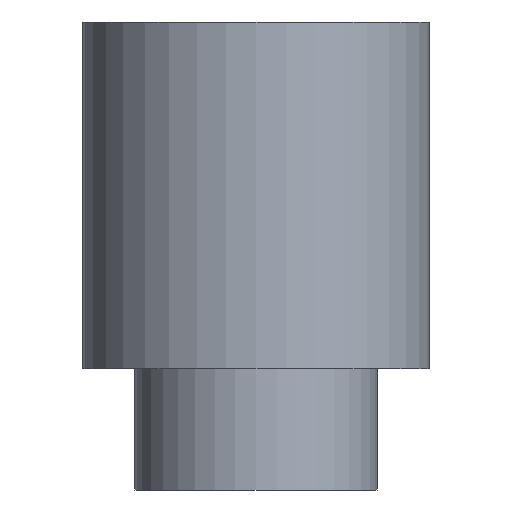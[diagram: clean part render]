
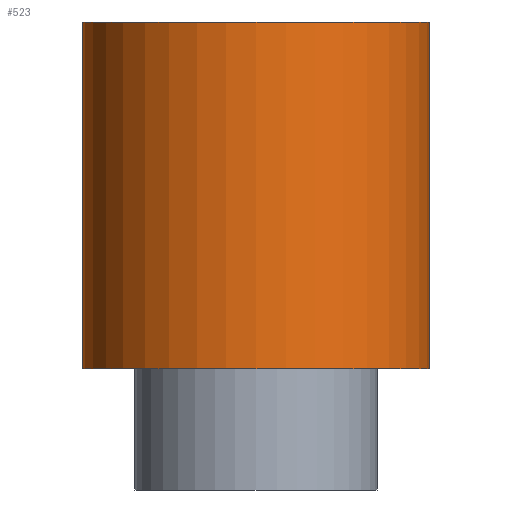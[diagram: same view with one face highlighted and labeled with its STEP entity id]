
A CAD part, front view. The second image highlights one B-rep face of the part: STEP entity #523.
In plain terms, the highlighted cylindrical face has radius 10 mm (diameter 20 mm), a partial arc.
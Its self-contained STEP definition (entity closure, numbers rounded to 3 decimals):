
#391=CARTESIAN_POINT('Vertex',(-10.,0.,20.)) ;
#394=CARTESIAN_POINT('Axis2P3D Location',(0.,0.,20.)) ;
#398=CARTESIAN_POINT('Vertex',(10.,0.,20.)) ;
#452=CARTESIAN_POINT('Vertex',(10.,0.,0.)) ;
#455=CARTESIAN_POINT('Axis2P3D Location',(0.,0.,0.)) ;
#459=CARTESIAN_POINT('Vertex',(-10.,0.,0.)) ;
#478=CARTESIAN_POINT('Axis2P3D Location',(0.,0.,10.)) ;
#483=CARTESIAN_POINT('Line Origine',(10.,0.,10.)) ;
#500=CARTESIAN_POINT('Line Origine',(-10.,0.,10.)) ;
#395=DIRECTION('Axis2P3D Direction',(0.,0.,1.)) ;
#456=DIRECTION('Axis2P3D Direction',(0.,0.,1.)) ;
#479=DIRECTION('Axis2P3D Direction',(0.,0.,1.)) ;
#480=DIRECTION('Axis2P3D XDirection',(1.,0.,0.)) ;
#484=DIRECTION('Vector Direction',(0.,0.,1.)) ;
#501=DIRECTION('Vector Direction',(0.,0.,1.)) ;
#396=AXIS2_PLACEMENT_3D('Circle Axis2P3D',#394,#395,$) ;
#457=AXIS2_PLACEMENT_3D('Circle Axis2P3D',#455,#456,$) ;
#481=AXIS2_PLACEMENT_3D('Cylinder Axis2P3D',#478,#479,#480) ;
#518=ORIENTED_EDGE('',*,*,#504,.F.) ;
#519=ORIENTED_EDGE('',*,*,#461,.T.) ;
#520=ORIENTED_EDGE('',*,*,#487,.T.) ;
#521=ORIENTED_EDGE('',*,*,#400,.F.) ;
#485=VECTOR('Line Direction',#484,1.) ;
#502=VECTOR('Line Direction',#501,1.) ;
#523=ADVANCED_FACE('PartBody',(#522),#482,.T.) ;
#397=CIRCLE('generated circle',#396,10.) ;
#458=CIRCLE('generated circle',#457,10.) ;
#482=CYLINDRICAL_SURFACE('generated cylinder',#481,10.) ;
#400=EDGE_CURVE('',#392,#399,#397,.T.) ;
#461=EDGE_CURVE('',#460,#453,#458,.T.) ;
#487=EDGE_CURVE('',#453,#399,#486,.T.) ;
#504=EDGE_CURVE('',#460,#392,#503,.T.) ;
#517=EDGE_LOOP('',(#518,#519,#520,#521)) ;
#522=FACE_OUTER_BOUND('',#517,.T.) ;
#486=LINE('Line',#483,#485) ;
#503=LINE('Line',#500,#502) ;
#392=VERTEX_POINT('',#391) ;
#399=VERTEX_POINT('',#398) ;
#453=VERTEX_POINT('',#452) ;
#460=VERTEX_POINT('',#459) ;
